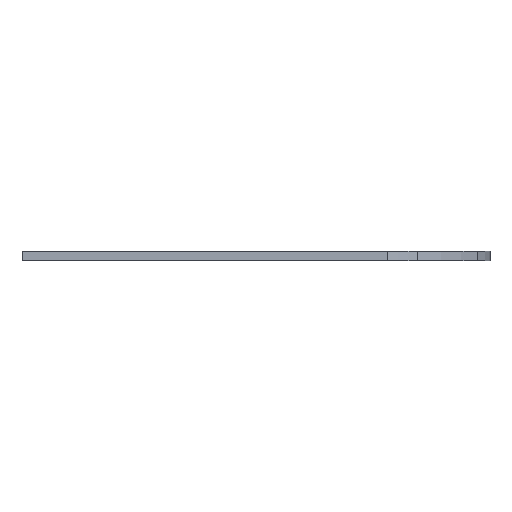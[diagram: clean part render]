
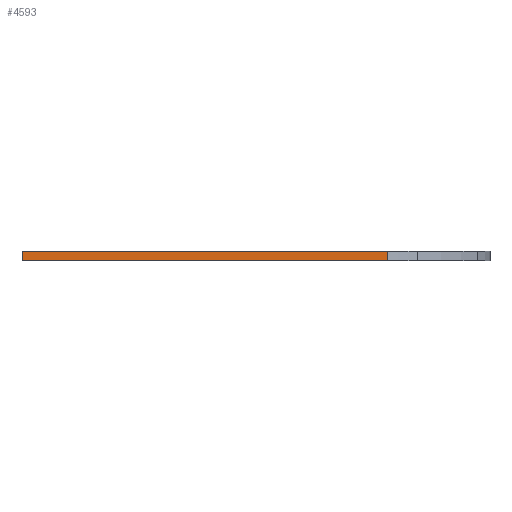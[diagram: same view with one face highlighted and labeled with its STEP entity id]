
A CAD part, front view. The second image highlights one B-rep face of the part: STEP entity #4593.
In plain terms, the highlighted planar face has unit normal (0, -1, 0).
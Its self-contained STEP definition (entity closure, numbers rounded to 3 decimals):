
#44 = PLANE('',#45);
#45 = AXIS2_PLACEMENT_3D('',#46,#47,#48);
#46 = CARTESIAN_POINT('',(64.019,0.213,86.));
#47 = DIRECTION('',(0.,-0.,1.));
#48 = DIRECTION('',(1.,0.,0.));
#100 = PLANE('',#101);
#101 = AXIS2_PLACEMENT_3D('',#102,#103,#104);
#102 = CARTESIAN_POINT('',(64.019,0.213,83.));
#103 = DIRECTION('',(0.,-0.,1.));
#104 = DIRECTION('',(1.,0.,0.));
#227 = VERTEX_POINT('',#228);
#228 = CARTESIAN_POINT('',(0.,-55.65,86.));
#242 = PLANE('',#243);
#243 = AXIS2_PLACEMENT_3D('',#244,#245,#246);
#244 = CARTESIAN_POINT('',(0.,67.42,86.));
#245 = DIRECTION('',(-1.,0.,0.));
#246 = DIRECTION('',(0.,-1.,0.));
#254 = EDGE_CURVE('',#227,#255,#257,.T.);
#255 = VERTEX_POINT('',#256);
#256 = CARTESIAN_POINT('',(117.94,-55.65,86.));
#257 = SURFACE_CURVE('',#258,(#262,#269),.PCURVE_S1.);
#258 = LINE('',#259,#260);
#259 = CARTESIAN_POINT('',(0.,-55.65,86.));
#260 = VECTOR('',#261,1.);
#261 = DIRECTION('',(1.,0.,0.));
#262 = PCURVE('',#44,#263);
#263 = DEFINITIONAL_REPRESENTATION('',(#264),#268);
#264 = LINE('',#265,#266);
#265 = CARTESIAN_POINT('',(-64.019,-55.863));
#266 = VECTOR('',#267,1.);
#267 = DIRECTION('',(1.,0.));
#268 = ( GEOMETRIC_REPRESENTATION_CONTEXT(2) 
PARAMETRIC_REPRESENTATION_CONTEXT() REPRESENTATION_CONTEXT('2D SPACE',''
  ) );
#269 = PCURVE('',#270,#275);
#270 = PLANE('',#271);
#271 = AXIS2_PLACEMENT_3D('',#272,#273,#274);
#272 = CARTESIAN_POINT('',(0.,-55.65,86.));
#273 = DIRECTION('',(0.,-1.,0.));
#274 = DIRECTION('',(1.,0.,0.));
#275 = DEFINITIONAL_REPRESENTATION('',(#276),#280);
#276 = LINE('',#277,#278);
#277 = CARTESIAN_POINT('',(0.,-0.));
#278 = VECTOR('',#279,1.);
#279 = DIRECTION('',(1.,0.));
#280 = ( GEOMETRIC_REPRESENTATION_CONTEXT(2) 
PARAMETRIC_REPRESENTATION_CONTEXT() REPRESENTATION_CONTEXT('2D SPACE',''
  ) );
#303 = CYLINDRICAL_SURFACE('',#304,60.98);
#304 = AXIS2_PLACEMENT_3D('',#305,#306,#307);
#305 = CARTESIAN_POINT('',(88.857,-2.052,86.));
#306 = DIRECTION('',(0.,-0.,1.));
#307 = DIRECTION('',(-1.,0.,0.));
#2539 = VERTEX_POINT('',#2540);
#2540 = CARTESIAN_POINT('',(0.,-55.65,83.));
#2561 = EDGE_CURVE('',#2539,#2562,#2564,.T.);
#2562 = VERTEX_POINT('',#2563);
#2563 = CARTESIAN_POINT('',(117.94,-55.65,83.));
#2564 = SURFACE_CURVE('',#2565,(#2569,#2576),.PCURVE_S1.);
#2565 = LINE('',#2566,#2567);
#2566 = CARTESIAN_POINT('',(0.,-55.65,83.));
#2567 = VECTOR('',#2568,1.);
#2568 = DIRECTION('',(1.,0.,0.));
#2569 = PCURVE('',#100,#2570);
#2570 = DEFINITIONAL_REPRESENTATION('',(#2571),#2575);
#2571 = LINE('',#2572,#2573);
#2572 = CARTESIAN_POINT('',(-64.019,-55.863));
#2573 = VECTOR('',#2574,1.);
#2574 = DIRECTION('',(1.,0.));
#2575 = ( GEOMETRIC_REPRESENTATION_CONTEXT(2) 
PARAMETRIC_REPRESENTATION_CONTEXT() REPRESENTATION_CONTEXT('2D SPACE',''
  ) );
#2576 = PCURVE('',#270,#2577);
#2577 = DEFINITIONAL_REPRESENTATION('',(#2578),#2582);
#2578 = LINE('',#2579,#2580);
#2579 = CARTESIAN_POINT('',(0.,-3.));
#2580 = VECTOR('',#2581,1.);
#2581 = DIRECTION('',(1.,0.));
#2582 = ( GEOMETRIC_REPRESENTATION_CONTEXT(2) 
PARAMETRIC_REPRESENTATION_CONTEXT() REPRESENTATION_CONTEXT('2D SPACE',''
  ) );
#4546 = EDGE_CURVE('',#227,#2539,#4547,.T.);
#4547 = SURFACE_CURVE('',#4548,(#4552,#4559),.PCURVE_S1.);
#4548 = LINE('',#4549,#4550);
#4549 = CARTESIAN_POINT('',(0.,-55.65,86.));
#4550 = VECTOR('',#4551,1.);
#4551 = DIRECTION('',(0.,0.,-1.));
#4552 = PCURVE('',#242,#4553);
#4553 = DEFINITIONAL_REPRESENTATION('',(#4554),#4558);
#4554 = LINE('',#4555,#4556);
#4555 = CARTESIAN_POINT('',(123.07,0.));
#4556 = VECTOR('',#4557,1.);
#4557 = DIRECTION('',(0.,-1.));
#4558 = ( GEOMETRIC_REPRESENTATION_CONTEXT(2) 
PARAMETRIC_REPRESENTATION_CONTEXT() REPRESENTATION_CONTEXT('2D SPACE',''
  ) );
#4559 = PCURVE('',#270,#4560);
#4560 = DEFINITIONAL_REPRESENTATION('',(#4561),#4565);
#4561 = LINE('',#4562,#4563);
#4562 = CARTESIAN_POINT('',(0.,-0.));
#4563 = VECTOR('',#4564,1.);
#4564 = DIRECTION('',(0.,-1.));
#4565 = ( GEOMETRIC_REPRESENTATION_CONTEXT(2) 
PARAMETRIC_REPRESENTATION_CONTEXT() REPRESENTATION_CONTEXT('2D SPACE',''
  ) );
#4593 = ADVANCED_FACE('',(#4594),#270,.T.);
#4594 = FACE_BOUND('',#4595,.T.);
#4595 = EDGE_LOOP('',(#4596,#4597,#4598,#4619));
#4596 = ORIENTED_EDGE('',*,*,#4546,.T.);
#4597 = ORIENTED_EDGE('',*,*,#2561,.T.);
#4598 = ORIENTED_EDGE('',*,*,#4599,.F.);
#4599 = EDGE_CURVE('',#255,#2562,#4600,.T.);
#4600 = SURFACE_CURVE('',#4601,(#4605,#4612),.PCURVE_S1.);
#4601 = LINE('',#4602,#4603);
#4602 = CARTESIAN_POINT('',(117.94,-55.65,86.));
#4603 = VECTOR('',#4604,1.);
#4604 = DIRECTION('',(0.,0.,-1.));
#4605 = PCURVE('',#270,#4606);
#4606 = DEFINITIONAL_REPRESENTATION('',(#4607),#4611);
#4607 = LINE('',#4608,#4609);
#4608 = CARTESIAN_POINT('',(117.94,0.));
#4609 = VECTOR('',#4610,1.);
#4610 = DIRECTION('',(0.,-1.));
#4611 = ( GEOMETRIC_REPRESENTATION_CONTEXT(2) 
PARAMETRIC_REPRESENTATION_CONTEXT() REPRESENTATION_CONTEXT('2D SPACE',''
  ) );
#4612 = PCURVE('',#303,#4613);
#4613 = DEFINITIONAL_REPRESENTATION('',(#4614),#4618);
#4614 = LINE('',#4615,#4616);
#4615 = CARTESIAN_POINT('',(-4.215,0.));
#4616 = VECTOR('',#4617,1.);
#4617 = DIRECTION('',(-0.,-1.));
#4618 = ( GEOMETRIC_REPRESENTATION_CONTEXT(2) 
PARAMETRIC_REPRESENTATION_CONTEXT() REPRESENTATION_CONTEXT('2D SPACE',''
  ) );
#4619 = ORIENTED_EDGE('',*,*,#254,.F.);
